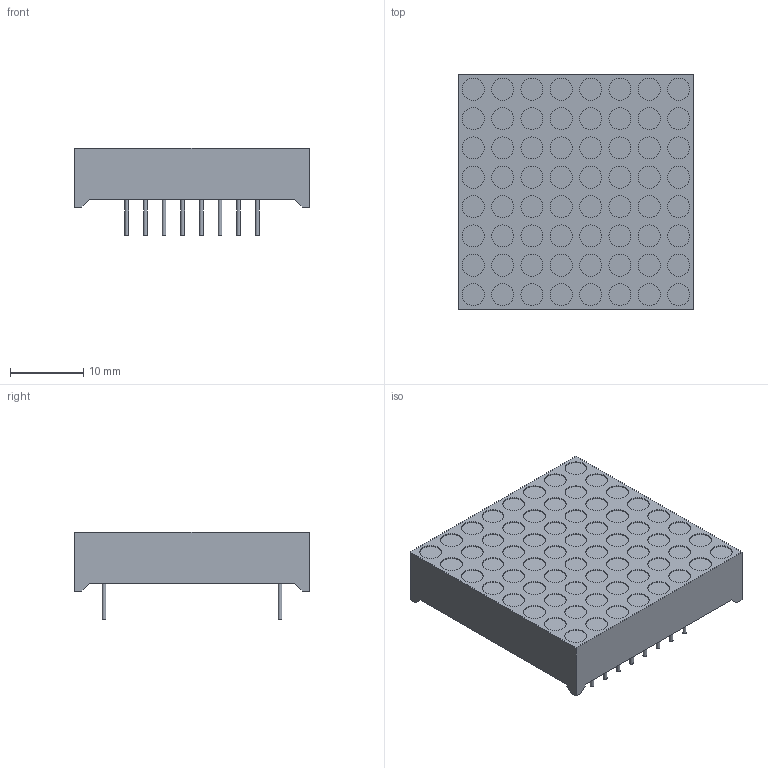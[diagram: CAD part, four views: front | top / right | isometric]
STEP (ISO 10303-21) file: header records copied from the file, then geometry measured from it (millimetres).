
FILE_DESCRIPTION(('FreeCAD Model'),'2;1');
FILE_NAME('1088AS.step','2020-04-18T16:03:57',( 'kicad StepUp'),('ksu MCAD'),'Open CASCADE STEP processor 7.3', 'FreeCAD','Unknown');
FILE_SCHEMA(('AUTOMOTIVE_DESIGN { 1 0 10303 214 1 1 1 1 }'));
Length unit declared in the file: millimetre
Products named in the file (1): 1088AS
Bounding box: 32 x 32 x 11.9 mm (x, y, z)
Volume: 7136.8 mm3; surface area: 3162 mm2
Topology: 1 solids, 1 shells, 182 faces, 292 edges, 192 vertices
Faces by surface type: plane 102, cylinder 80
Full cylindrical faces by diameter (mm): 0.51 x16, 3 x64
Entity records: 5502 total; most frequent: DIRECTION 818, CARTESIAN_POINT 667, ORIENTED_EDGE 584, AXIS2_PLACEMENT_3D 343, EDGE_CURVE 292, FACE_BOUND 262, EDGE_LOOP 262, VERTEX_POINT 192
